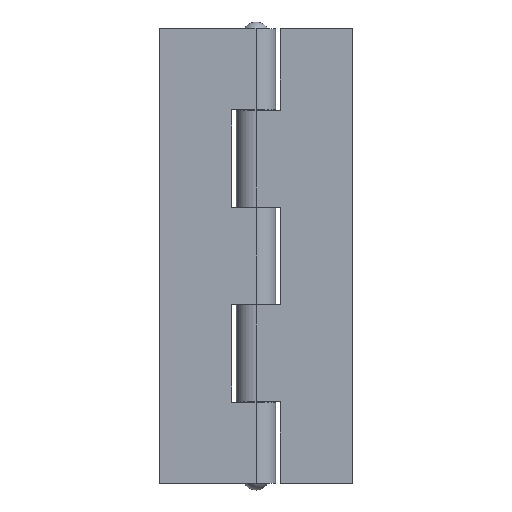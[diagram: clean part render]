
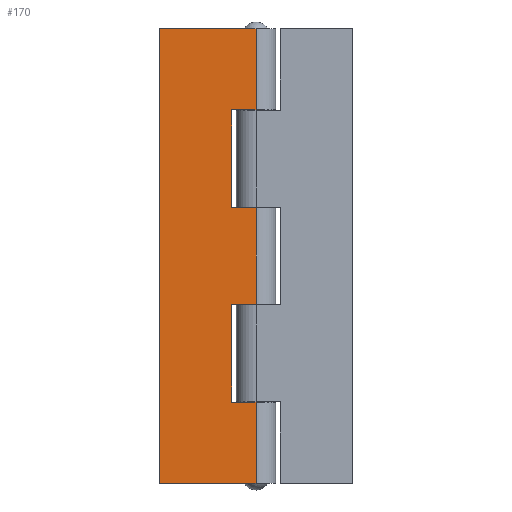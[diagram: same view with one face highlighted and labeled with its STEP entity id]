
A CAD part, front view. The second image highlights one B-rep face of the part: STEP entity #170.
In plain terms, the highlighted planar face has unit normal (0, -1, 0).
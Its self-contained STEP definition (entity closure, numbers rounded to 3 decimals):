
#6 = EDGE_CURVE ( 'NONE', #31, #7, #553, .T. ) ;
#7 = VERTEX_POINT ( 'NONE', #549 ) ;
#13 = EDGE_CURVE ( 'NONE', #16, #793, #600, .T. ) ;
#16 = VERTEX_POINT ( 'NONE', #592 ) ;
#31 = VERTEX_POINT ( 'NONE', #573 ) ;
#38 = EDGE_CURVE ( 'NONE', #41, #7, #631, .T. ) ;
#41 = VERTEX_POINT ( 'NONE', #621 ) ;
#143 = EDGE_CURVE ( 'NONE', #828, #174, #879, .T. ) ;
#156 = ORIENTED_EDGE ( 'NONE', *, *, #6, .T. ) ;
#157 = ORIENTED_EDGE ( 'NONE', *, *, #38, .F. ) ;
#158 = ORIENTED_EDGE ( 'NONE', *, *, #159, .T. ) ;
#159 = EDGE_CURVE ( 'NONE', #41, #160, #916, .T. ) ;
#160 = VERTEX_POINT ( 'NONE', #912 ) ;
#161 = ORIENTED_EDGE ( 'NONE', *, *, #162, .T. ) ;
#162 = EDGE_CURVE ( 'NONE', #160, #163, #911, .T. ) ;
#163 = VERTEX_POINT ( 'NONE', #907 ) ;
#164 = ORIENTED_EDGE ( 'NONE', *, *, #165, .T. ) ;
#165 = EDGE_CURVE ( 'NONE', #163, #822, #971, .T. ) ;
#166 = ORIENTED_EDGE ( 'NONE', *, *, #826, .F. ) ;
#167 = ORIENTED_EDGE ( 'NONE', *, *, #143, .T. ) ;
#170 = ADVANCED_FACE ( 'NONE', ( #967 ), #966, .F. ) ;
#171 = EDGE_LOOP ( 'NONE', ( #172, #176, #178, #758, #752, #156, #157, #158, #161, #164, #166, #167 ) ) ;
#172 = ORIENTED_EDGE ( 'NONE', *, *, #173, .T. ) ;
#173 = EDGE_CURVE ( 'NONE', #174, #175, #961, .T. ) ;
#174 = VERTEX_POINT ( 'NONE', #957 ) ;
#175 = VERTEX_POINT ( 'NONE', #956 ) ;
#176 = ORIENTED_EDGE ( 'NONE', *, *, #177, .T. ) ;
#177 = EDGE_CURVE ( 'NONE', #175, #795, #955, .T. ) ;
#178 = ORIENTED_EDGE ( 'NONE', *, *, #818, .F. ) ;
#549 = CARTESIAN_POINT ( 'NONE',  ( 0., -3.25, -37.5 ) ) ;
#550 = DIRECTION ( 'NONE',  ( 1., 0., 0. ) ) ;
#551 = VECTOR ( 'NONE', #550, 1000. ) ;
#552 = CARTESIAN_POINT ( 'NONE',  ( 0., -3.25, -37.5 ) ) ;
#553 = LINE ( 'NONE', #552, #551 ) ;
#573 = CARTESIAN_POINT ( 'NONE',  ( -16., -3.25, -37.5 ) ) ;
#592 = CARTESIAN_POINT ( 'NONE',  ( -16., -3.25, 37.5 ) ) ;
#597 = DIRECTION ( 'NONE',  ( 1., 0., 0. ) ) ;
#598 = VECTOR ( 'NONE', #597, 1000. ) ;
#599 = CARTESIAN_POINT ( 'NONE',  ( 0., -3.25, 37.5 ) ) ;
#600 = LINE ( 'NONE', #599, #598 ) ;
#621 = CARTESIAN_POINT ( 'NONE',  ( 0., -3.25, -24.1 ) ) ;
#628 = DIRECTION ( 'NONE',  ( 0., 0., -1. ) ) ;
#629 = VECTOR ( 'NONE', #628, 1000. ) ;
#630 = CARTESIAN_POINT ( 'NONE',  ( 0., -3.25, 37.5 ) ) ;
#631 = LINE ( 'NONE', #630, #629 ) ;
#749 = EDGE_CURVE ( 'NONE', #16, #31, #1560, .T. ) ;
#752 = ORIENTED_EDGE ( 'NONE', *, *, #749, .T. ) ;
#758 = ORIENTED_EDGE ( 'NONE', *, *, #13, .F. ) ;
#793 = VERTEX_POINT ( 'NONE', #1662 ) ;
#795 = VERTEX_POINT ( 'NONE', #1656 ) ;
#818 = EDGE_CURVE ( 'NONE', #793, #795, #1681, .T. ) ;
#822 = VERTEX_POINT ( 'NONE', #1741 ) ;
#826 = EDGE_CURVE ( 'NONE', #828, #822, #1724, .T. ) ;
#828 = VERTEX_POINT ( 'NONE', #1720 ) ;
#877 = VECTOR ( 'NONE', #938, 1000. ) ;
#878 = CARTESIAN_POINT ( 'NONE',  ( 0., -3.25, 8. ) ) ;
#879 = LINE ( 'NONE', #878, #877 ) ;
#907 = CARTESIAN_POINT ( 'NONE',  ( -4., -3.25, -8. ) ) ;
#908 = DIRECTION ( 'NONE',  ( 0., 0., 1. ) ) ;
#909 = VECTOR ( 'NONE', #908, 1000. ) ;
#910 = CARTESIAN_POINT ( 'NONE',  ( -4., -3.25, 37.5 ) ) ;
#911 = LINE ( 'NONE', #910, #909 ) ;
#912 = CARTESIAN_POINT ( 'NONE',  ( -4., -3.25, -24.1 ) ) ;
#913 = DIRECTION ( 'NONE',  ( -1., 0., 0. ) ) ;
#914 = VECTOR ( 'NONE', #913, 1000. ) ;
#915 = CARTESIAN_POINT ( 'NONE',  ( 0., -3.25, -24.1 ) ) ;
#916 = LINE ( 'NONE', #915, #914 ) ;
#938 = DIRECTION ( 'NONE',  ( -1., 0., 0. ) ) ;
#952 = DIRECTION ( 'NONE',  ( 1., 0., 0. ) ) ;
#953 = VECTOR ( 'NONE', #952, 1000. ) ;
#954 = CARTESIAN_POINT ( 'NONE',  ( 0., -3.25, 24.1 ) ) ;
#955 = LINE ( 'NONE', #954, #953 ) ;
#956 = CARTESIAN_POINT ( 'NONE',  ( -4., -3.25, 24.1 ) ) ;
#957 = CARTESIAN_POINT ( 'NONE',  ( -4., -3.25, 8. ) ) ;
#958 = DIRECTION ( 'NONE',  ( 0., 0., 1. ) ) ;
#959 = VECTOR ( 'NONE', #958, 1000. ) ;
#960 = CARTESIAN_POINT ( 'NONE',  ( -4., -3.25, 37.5 ) ) ;
#961 = LINE ( 'NONE', #960, #959 ) ;
#962 = DIRECTION ( 'NONE',  ( -1., 0., 0. ) ) ;
#963 = DIRECTION ( 'NONE',  ( 0., 1., 0. ) ) ;
#964 = CARTESIAN_POINT ( 'NONE',  ( 0., -3.25, 37.5 ) ) ;
#965 = AXIS2_PLACEMENT_3D ( 'NONE', #964, #963, #962 ) ;
#966 = PLANE ( 'NONE',  #965 ) ;
#967 = FACE_OUTER_BOUND ( 'NONE', #171, .T. ) ;
#968 = DIRECTION ( 'NONE',  ( 1., 0., 0. ) ) ;
#969 = VECTOR ( 'NONE', #968, 1000. ) ;
#970 = CARTESIAN_POINT ( 'NONE',  ( 0., -3.25, -8. ) ) ;
#971 = LINE ( 'NONE', #970, #969 ) ;
#1557 = DIRECTION ( 'NONE',  ( 0., 0., -1. ) ) ;
#1558 = VECTOR ( 'NONE', #1557, 1000. ) ;
#1559 = CARTESIAN_POINT ( 'NONE',  ( -16., -3.25, 37.5 ) ) ;
#1560 = LINE ( 'NONE', #1559, #1558 ) ;
#1656 = CARTESIAN_POINT ( 'NONE',  ( 0., -3.25, 24.1 ) ) ;
#1662 = CARTESIAN_POINT ( 'NONE',  ( 0., -3.25, 37.5 ) ) ;
#1678 = DIRECTION ( 'NONE',  ( 0., 0., -1. ) ) ;
#1679 = VECTOR ( 'NONE', #1678, 1000. ) ;
#1680 = CARTESIAN_POINT ( 'NONE',  ( 0., -3.25, 37.5 ) ) ;
#1681 = LINE ( 'NONE', #1680, #1679 ) ;
#1720 = CARTESIAN_POINT ( 'NONE',  ( 0., -3.25, 8. ) ) ;
#1721 = DIRECTION ( 'NONE',  ( 0., 0., -1. ) ) ;
#1722 = VECTOR ( 'NONE', #1721, 1000. ) ;
#1723 = CARTESIAN_POINT ( 'NONE',  ( 0., -3.25, 37.5 ) ) ;
#1724 = LINE ( 'NONE', #1723, #1722 ) ;
#1741 = CARTESIAN_POINT ( 'NONE',  ( 0., -3.25, -8. ) ) ;
